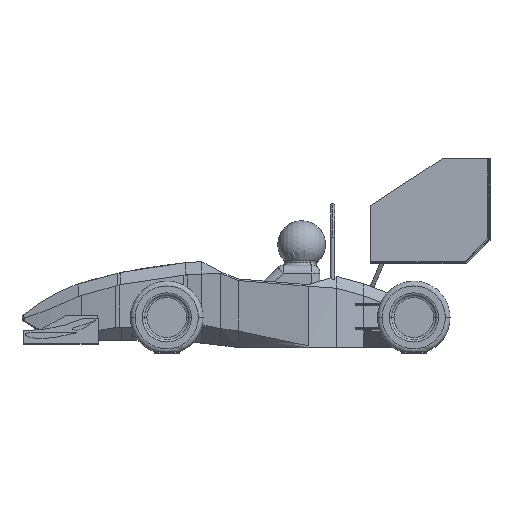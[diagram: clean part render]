
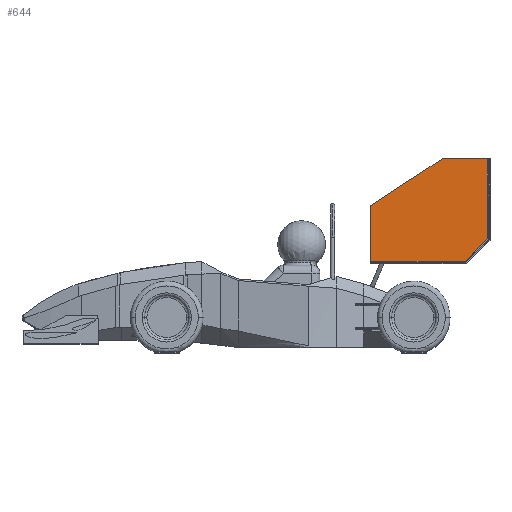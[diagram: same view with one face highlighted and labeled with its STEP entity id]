
A CAD part, top view. The second image highlights one B-rep face of the part: STEP entity #644.
In plain terms, the highlighted planar face has unit normal (0, 0, 1).
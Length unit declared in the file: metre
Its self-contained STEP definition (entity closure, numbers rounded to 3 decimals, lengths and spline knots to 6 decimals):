
#644=ADVANCED_FACE('96:835',(#1539),#1540,.T.);
#1539=FACE_OUTER_BOUND('',#16369,.T.);
#1540=PLANE('',#16370);
#16369=EDGE_LOOP('',(#22445,#22446,#22447,#22448,#22449,#22450));
#16370=AXIS2_PLACEMENT_3D('',#22451,#22452,#22453);
#22445=ORIENTED_EDGE('',*,*,#23605,.F.);
#22446=ORIENTED_EDGE('',*,*,#23607,.T.);
#22447=ORIENTED_EDGE('',*,*,#23514,.F.);
#22448=ORIENTED_EDGE('',*,*,#23511,.F.);
#22449=ORIENTED_EDGE('',*,*,#23508,.F.);
#22450=ORIENTED_EDGE('',*,*,#23608,.F.);
#22451=CARTESIAN_POINT('',(0.04832,-0.902681,0.45529));
#22452=DIRECTION('',(0.,0.0,1.0));
#22453=DIRECTION('',(1.0,0.0,0.));
#23508=EDGE_CURVE('96:994',#25149,#25151,#25152,.T.);
#23511=EDGE_CURVE('96:991',#25151,#25156,#25157,.T.);
#23514=EDGE_CURVE('96:988',#25156,#25161,#25162,.T.);
#23605=EDGE_CURVE('128:16888',#25312,#25314,#25315,.T.);
#23607=EDGE_CURVE('96:985',#25312,#25161,#25317,.T.);
#23608=EDGE_CURVE('96:997',#25314,#25149,#25318,.T.);
#25149=VERTEX_POINT('',#31974);
#25151=VERTEX_POINT('',#31976);
#25152=LINE('',#31977,#31978);
#25156=VERTEX_POINT('',#31983);
#25157=LINE('',#31984,#31985);
#25161=VERTEX_POINT('',#31990);
#25162=LINE('',#31991,#31992);
#25312=VERTEX_POINT('',#32780);
#25314=VERTEX_POINT('',#32783);
#25315=LINE('',#32784,#32785);
#25317=LINE('',#32788,#32789);
#25318=LINE('',#32790,#32791);
#31974=CARTESIAN_POINT('',(2.93353,1.221886,0.45529));
#31976=CARTESIAN_POINT('',(2.93353,0.718514,0.45529));
#31977=CARTESIAN_POINT('',(2.93353,0.159602,0.45529));
#31978=VECTOR('',#34157,1.0);
#31983=CARTESIAN_POINT('',(2.792903,0.577886,0.45529));
#31984=CARTESIAN_POINT('',(1.735151,-0.479866,0.45529));
#31985=VECTOR('',#34162,1.0);
#31990=CARTESIAN_POINT('',(2.19953,0.577886,0.45529));
#31991=CARTESIAN_POINT('',(1.123925,0.577886,0.45529));
#31992=VECTOR('',#34167,1.0);
#32780=CARTESIAN_POINT('',(2.19953,0.925946,0.45529));
#32783=CARTESIAN_POINT('',(2.64747,1.221886,0.45529));
#32784=CARTESIAN_POINT('',(1.142226,0.227419,0.45529));
#32785=VECTOR('',#34279,1.0);
#32788=CARTESIAN_POINT('',(2.19953,-0.902681,0.45529));
#32789=VECTOR('',#34281,1.0);
#32790=CARTESIAN_POINT('',(0.04832,1.221886,0.45529));
#32791=VECTOR('',#34282,1.0);
#34157=DIRECTION('',(0.0,-1.0,-0.0));
#34162=DIRECTION('',(-0.707,-0.707,0.));
#34167=DIRECTION('',(-1.0,0.,0.));
#34279=DIRECTION('',(0.834,0.551,0.));
#34281=DIRECTION('',(0.0,-1.0,0.0));
#34282=DIRECTION('',(1.0,0.0,0.));
